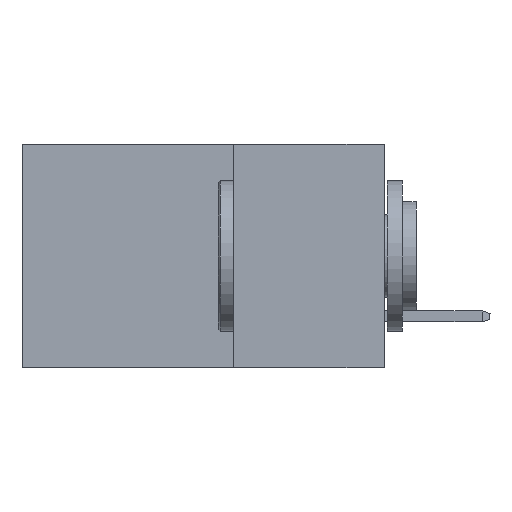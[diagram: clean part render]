
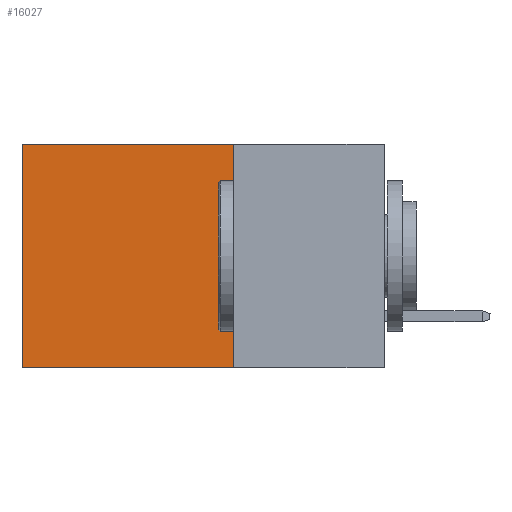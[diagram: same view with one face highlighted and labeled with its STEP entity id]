
A CAD part, left-side view. The second image highlights one B-rep face of the part: STEP entity #16027.
In plain terms, the highlighted planar face has unit normal (-1, 0, 0).
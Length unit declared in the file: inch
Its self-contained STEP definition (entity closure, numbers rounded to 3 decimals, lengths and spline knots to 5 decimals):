
#206 = VERTEX_POINT ( 'NONE', #19059 ) ;
#1071 = CARTESIAN_POINT ( 'NONE',  ( 0.2615, 0.25, -0.37 ) ) ;
#2196 = CARTESIAN_POINT ( 'NONE',  ( 0.2615, 0.25, -0.37 ) ) ;
#2968 = VERTEX_POINT ( 'NONE', #19464 ) ;
#3063 = VECTOR ( 'NONE', #8179, 39.37008 ) ;
#3959 = DIRECTION ( 'NONE',  ( 0., 0., -1. ) ) ;
#4261 = ORIENTED_EDGE ( 'NONE', *, *, #22718, .T. ) ;
#4684 = FACE_OUTER_BOUND ( 'NONE', #17429, .T. ) ;
#5670 = AXIS2_PLACEMENT_3D ( 'NONE', #1071, #7969, #9960 ) ;
#5690 = VECTOR ( 'NONE', #9245, 39.37008 ) ;
#6423 = VECTOR ( 'NONE', #3959, 39.37008 ) ;
#7014 = CARTESIAN_POINT ( 'NONE',  ( 0.2615, 0.25, 0. ) ) ;
#7969 = DIRECTION ( 'NONE',  ( 1., 0., 0. ) ) ;
#8065 = CARTESIAN_POINT ( 'NONE',  ( 0.2615, 0.6, -0.37 ) ) ;
#8179 = DIRECTION ( 'NONE',  ( 0., 0., -1. ) ) ;
#8898 = VECTOR ( 'NONE', #19526, 39.37008 ) ;
#9245 = DIRECTION ( 'NONE',  ( 0., 1., 0. ) ) ;
#9645 = ORIENTED_EDGE ( 'NONE', *, *, #14954, .F. ) ;
#9960 = DIRECTION ( 'NONE',  ( 0., 0., -1. ) ) ;
#10032 = EDGE_CURVE ( 'NONE', #17662, #206, #16043, .T. ) ;
#10053 = CARTESIAN_POINT ( 'NONE',  ( 0.2615, 0.25, -0.37 ) ) ;
#11138 = CARTESIAN_POINT ( 'NONE',  ( 0.2615, 0.25, -0.37 ) ) ;
#12517 = CARTESIAN_POINT ( 'NONE',  ( 0.2615, 0.25, 0. ) ) ;
#14393 = LINE ( 'NONE', #12517, #5690 ) ;
#14954 = EDGE_CURVE ( 'NONE', #21330, #17662, #20173, .T. ) ;
#15141 = EDGE_CURVE ( 'NONE', #21330, #2968, #14393, .T. ) ;
#15217 = PLANE ( 'NONE',  #5670 ) ;
#16027 = ADVANCED_FACE ( 'NONE', ( #4684 ), #15217, .F. ) ;
#16043 = LINE ( 'NONE', #11138, #8898 ) ;
#16505 = ORIENTED_EDGE ( 'NONE', *, *, #10032, .F. ) ;
#17429 = EDGE_LOOP ( 'NONE', ( #4261, #16505, #9645, #21270 ) ) ;
#17662 = VERTEX_POINT ( 'NONE', #10053 ) ;
#18804 = LINE ( 'NONE', #8065, #3063 ) ;
#19059 = CARTESIAN_POINT ( 'NONE',  ( 0.2615, 0.6, -0.37 ) ) ;
#19464 = CARTESIAN_POINT ( 'NONE',  ( 0.2615, 0.6, 0. ) ) ;
#19526 = DIRECTION ( 'NONE',  ( 0., 1., 0. ) ) ;
#20173 = LINE ( 'NONE', #2196, #6423 ) ;
#21270 = ORIENTED_EDGE ( 'NONE', *, *, #15141, .T. ) ;
#21330 = VERTEX_POINT ( 'NONE', #7014 ) ;
#22718 = EDGE_CURVE ( 'NONE', #2968, #206, #18804, .T. ) ;
